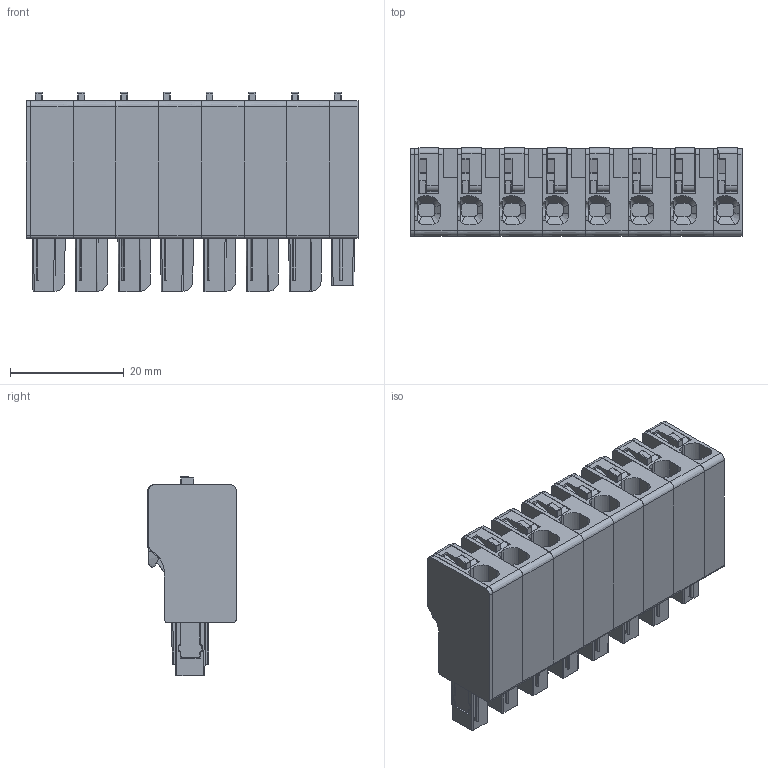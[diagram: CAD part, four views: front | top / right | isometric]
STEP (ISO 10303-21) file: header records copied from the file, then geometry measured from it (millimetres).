
FILE_DESCRIPTION(('CATIA V5 STEP Exchange','CAx-IF Rec.Pracs.--- Model Styling and Organization---1.4--- 2014-01-23'),'2;1');
FILE_NAME ('1361655-2_0_8000078334_8000078334.stp','2021-10-26T10:07:29+00:00',('none'),('Weidmueller'),'CATIA Version 5-6 Release 2016 SP3 HF44','CATIA V5 STEP AP214','none');
FILE_SCHEMA(('AUTOMOTIVE_DESIGN { 1 0 10303 214 1 1 1 1 }'));
Products named in the file (1): 8000078334
Bounding box: 58.3 x 15.5 x 35 mm (x, y, z)
Volume: 19477.7 mm3; surface area: 17701 mm2
Topology: 25 solids, 25 shells, 2187 faces, 6074 edges, 3973 vertices
Faces by surface type: plane 1267, cylinder 685, cone 78, sphere 64, bspline 44, torus 28, extrusion 21
Entity records: 75683 total; most frequent: CARTESIAN_POINT 22058, ORIENTED_EDGE 12020, DIRECTION 9234, EDGE_CURVE 6010, VERTEX_POINT 3973, VECTOR 3928, LINE 3907, AXIS2_PLACEMENT_3D 3185
